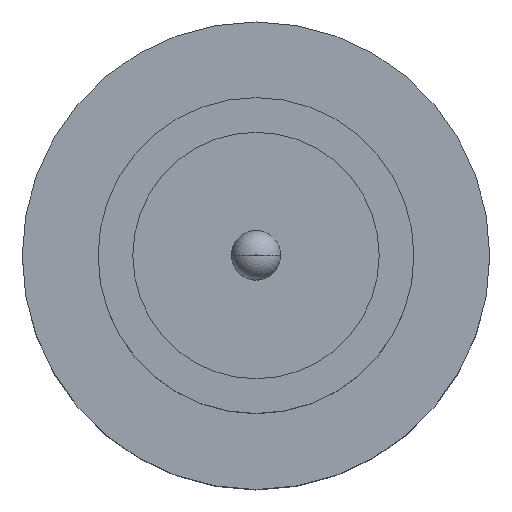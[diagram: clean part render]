
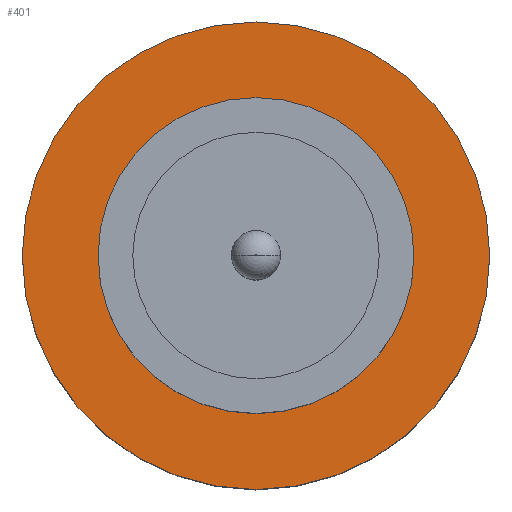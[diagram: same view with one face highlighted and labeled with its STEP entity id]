
A CAD part, top view. The second image highlights one B-rep face of the part: STEP entity #401.
In plain terms, the highlighted planar face has unit normal (0, 0, 1).
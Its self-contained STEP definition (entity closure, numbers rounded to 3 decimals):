
#38 = EDGE_LOOP ( 'NONE', ( #643, #96 ) ) ;
#96 = ORIENTED_EDGE ( 'NONE', *, *, #203, .F. ) ;
#101 = CARTESIAN_POINT ( 'NONE',  ( 0., 0., 1.55 ) ) ;
#133 = VERTEX_POINT ( 'NONE', #683 ) ;
#172 = DIRECTION ( 'NONE',  ( 0., 0., 1. ) ) ;
#201 = DIRECTION ( 'NONE',  ( 1., 0., 0. ) ) ;
#203 = EDGE_CURVE ( 'NONE', #804, #308, #461, .T. ) ;
#210 = AXIS2_PLACEMENT_3D ( 'NONE', #321, #566, #212 ) ;
#212 = DIRECTION ( 'NONE',  ( 1., 0., 0. ) ) ;
#223 = EDGE_CURVE ( 'NONE', #427, #133, #543, .T. ) ;
#234 = DIRECTION ( 'NONE',  ( 1., 0., 0. ) ) ;
#283 = CARTESIAN_POINT ( 'NONE',  ( 0., 0., 1.55 ) ) ;
#308 = VERTEX_POINT ( 'NONE', #573 ) ;
#314 = AXIS2_PLACEMENT_3D ( 'NONE', #665, #172, #234 ) ;
#321 = CARTESIAN_POINT ( 'NONE',  ( 0., 0., 1.55 ) ) ;
#335 = ORIENTED_EDGE ( 'NONE', *, *, #447, .T. ) ;
#337 = CARTESIAN_POINT ( 'NONE',  ( 1.85, 0., 1.55 ) ) ;
#372 = EDGE_LOOP ( 'NONE', ( #335, #676 ) ) ;
#375 = AXIS2_PLACEMENT_3D ( 'NONE', #283, #647, #468 ) ;
#389 = EDGE_CURVE ( 'NONE', #308, #804, #578, .T. ) ;
#401 = ADVANCED_FACE ( 'NONE', ( #646, #625 ), #656, .T. ) ;
#427 = VERTEX_POINT ( 'NONE', #337 ) ;
#440 = CARTESIAN_POINT ( 'NONE',  ( 0., 0., 1.55 ) ) ;
#447 = EDGE_CURVE ( 'NONE', #133, #427, #615, .T. ) ;
#461 = CIRCLE ( 'NONE', #729, 1.25 ) ;
#465 = DIRECTION ( 'NONE',  ( 0., 0., 1. ) ) ;
#468 = DIRECTION ( 'NONE',  ( 1., 0., 0. ) ) ;
#512 = AXIS2_PLACEMENT_3D ( 'NONE', #101, #465, #730 ) ;
#543 = CIRCLE ( 'NONE', #210, 1.85 ) ;
#566 = DIRECTION ( 'NONE',  ( 0., 0., 1. ) ) ;
#573 = CARTESIAN_POINT ( 'NONE',  ( 1.25, 0., 1.55 ) ) ;
#578 = CIRCLE ( 'NONE', #512, 1.25 ) ;
#602 = CARTESIAN_POINT ( 'NONE',  ( -1.25, 0., 1.55 ) ) ;
#615 = CIRCLE ( 'NONE', #314, 1.85 ) ;
#625 = FACE_OUTER_BOUND ( 'NONE', #372, .T. ) ;
#643 = ORIENTED_EDGE ( 'NONE', *, *, #389, .F. ) ;
#646 = FACE_BOUND ( 'NONE', #38, .T. ) ;
#647 = DIRECTION ( 'NONE',  ( 0., 0., 1. ) ) ;
#656 = PLANE ( 'NONE',  #375 ) ;
#665 = CARTESIAN_POINT ( 'NONE',  ( 0., 0., 1.55 ) ) ;
#676 = ORIENTED_EDGE ( 'NONE', *, *, #223, .T. ) ;
#683 = CARTESIAN_POINT ( 'NONE',  ( -1.85, 0., 1.55 ) ) ;
#696 = DIRECTION ( 'NONE',  ( 0., 0., 1. ) ) ;
#729 = AXIS2_PLACEMENT_3D ( 'NONE', #440, #696, #201 ) ;
#730 = DIRECTION ( 'NONE',  ( 1., 0., 0. ) ) ;
#804 = VERTEX_POINT ( 'NONE', #602 ) ;
